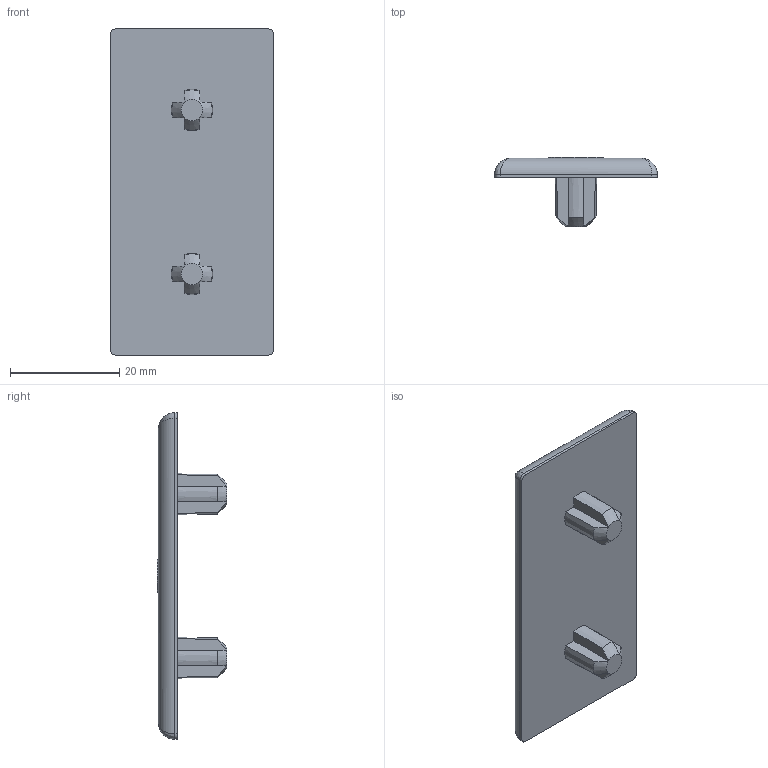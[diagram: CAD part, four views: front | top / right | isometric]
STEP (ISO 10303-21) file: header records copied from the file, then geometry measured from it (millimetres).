
FILE_DESCRIPTION((''),'2;1');
FILE_NAME('12004_POKROV_PROFILA_PA_30X60','2022-09-16T14:43:08',('PredragRovcanin'),('Audax d.o.o.'),'CREO PARAMETRIC BY PTC INC, 2020281','CREO PARAMETRIC BY PTC INC, 2020281','');
FILE_SCHEMA(('AUTOMOTIVE_DESIGN { 1 0 10303 214 1 1 1 1 }'));
Length unit declared in the file: millimetre
Products named in the file (1): 12004_POKROV_PROFILA_PA_30X60
Bounding box: 29.8 x 12.7 x 59.8 mm (x, y, z)
Volume: 6466.4 mm3; surface area: 4412.2 mm2
Topology: 1 solids, 1 shells, 63 faces, 142 edges, 88 vertices
Faces by surface type: plane 29, cone 16, cylinder 10, bspline 4, extrusion 4
Entity records: 3032 total; most frequent: CARTESIAN_POINT 787, COLOUR_RGB 321, ORIENTED_EDGE 280, DIRECTION 252, PRESENTATION_STYLE_ASSIGNMENT 147, STYLED_ITEM 147, CURVE_STYLE 146, EDGE_CURVE 140
